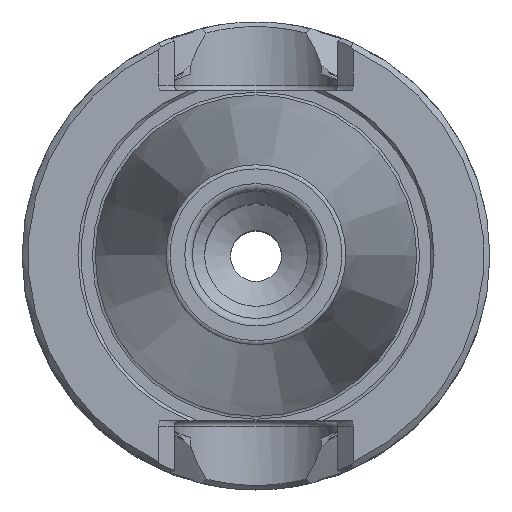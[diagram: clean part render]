
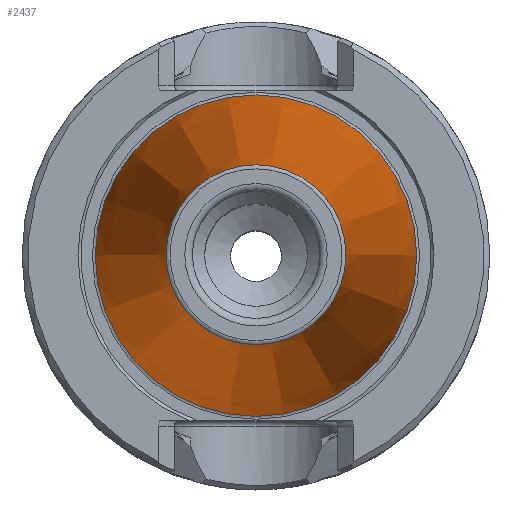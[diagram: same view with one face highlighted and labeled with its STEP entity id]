
A CAD part, top view. The second image highlights one B-rep face of the part: STEP entity #2437.
In plain terms, the highlighted conical face has half-angle 8.297 degrees and reference radius 8.642 mm.
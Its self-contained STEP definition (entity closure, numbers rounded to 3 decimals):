
#244=CONICAL_SURFACE('',#2597,8.642,0.145);
#373=ORIENTED_EDGE('',*,*,#791,.F.);
#374=ORIENTED_EDGE('',*,*,#790,.F.);
#790=EDGE_CURVE('',#1016,#1016,#1180,.F.);
#791=EDGE_CURVE('',#1017,#1017,#1181,.T.);
#1016=VERTEX_POINT('',#3332);
#1017=VERTEX_POINT('',#3335);
#1180=CIRCLE('',#2596,8.845);
#1181=CIRCLE('',#2598,15.802);
#1307=EDGE_LOOP('',(#373));
#1308=EDGE_LOOP('',(#374));
#1475=FACE_BOUND('',#1307,.T.);
#1476=FACE_BOUND('',#1308,.T.);
#2437=ADVANCED_FACE('',(#1475,#1476),#244,.T.);
#2596=AXIS2_PLACEMENT_3D('',#3331,#2887,#2888);
#2597=AXIS2_PLACEMENT_3D('',#3333,#2889,#2890);
#2598=AXIS2_PLACEMENT_3D('',#3334,#2891,#2892);
#2887=DIRECTION('',(0.,0.,-1.));
#2888=DIRECTION('',(-1.,0.,0.));
#2889=DIRECTION('',(0.,0.,-1.));
#2890=DIRECTION('',(-1.,0.,0.));
#2891=DIRECTION('',(0.,0.,-1.));
#2892=DIRECTION('',(-1.,0.,0.));
#3331=CARTESIAN_POINT('',(0.,0.,48.207));
#3332=CARTESIAN_POINT('',(-8.845,0.,48.207));
#3333=CARTESIAN_POINT('',(0.,0.,49.6));
#3334=CARTESIAN_POINT('',(0.,0.,0.5));
#3335=CARTESIAN_POINT('',(-15.802,0.,0.5));
